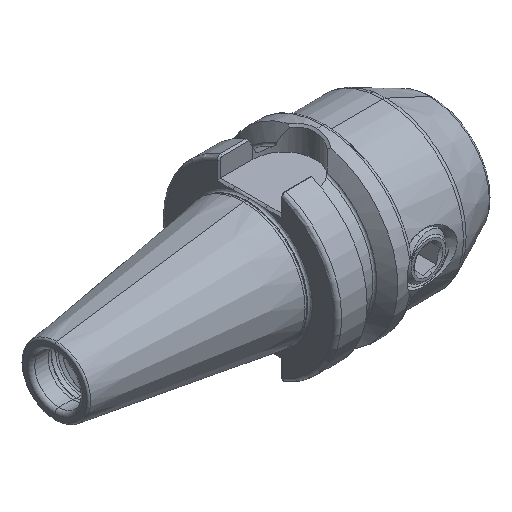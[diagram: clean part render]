
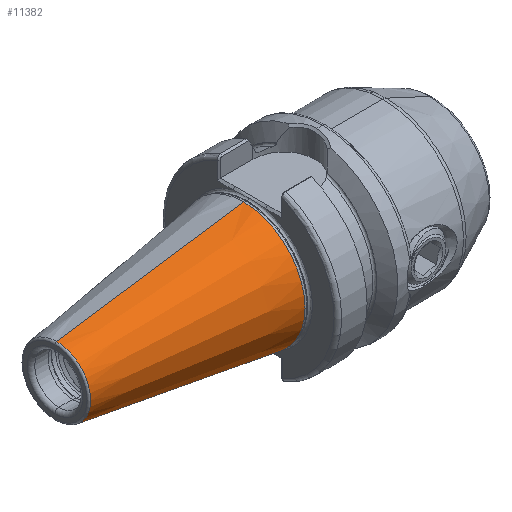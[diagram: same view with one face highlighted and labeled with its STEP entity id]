
A CAD part, isometric view. The second image highlights one B-rep face of the part: STEP entity #11382.
In plain terms, the highlighted conical face has half-angle 8.297 degrees and reference radius 15.948 mm.
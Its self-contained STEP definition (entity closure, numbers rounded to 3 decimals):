
#3508 = CARTESIAN_POINT ( 'NONE',  ( -1.5, 0., 15.948 ) ) ;
#3516 = CARTESIAN_POINT ( 'NONE',  ( -50.172, 0., 8.85 ) ) ;
#4120 = VERTEX_POINT ( 'NONE', #14403 ) ;
#4244 = VERTEX_POINT ( 'NONE', #14488 ) ;
#4743 = ORIENTED_EDGE ( 'NONE', *, *, #9771, .F. ) ;
#4787 = ORIENTED_EDGE ( 'NONE', *, *, #9803, .T. ) ;
#4810 = ORIENTED_EDGE ( 'NONE', *, *, #8082, .F. ) ;
#4839 = ORIENTED_EDGE ( 'NONE', *, *, #8076, .T. ) ;
#4973 = FACE_OUTER_BOUND ( 'NONE', #5594, .T. ) ;
#5561 = CONICAL_SURFACE ( 'NONE', #14827, 15.948, 0.145 ) ;
#5594 = EDGE_LOOP ( 'NONE', ( #4743, #4839, #4787, #4810 ) ) ;
#5775 = CIRCLE ( 'NONE', #7826, 15.948 ) ;
#5806 = CIRCLE ( 'NONE', #7815, 8.85 ) ;
#5864 = LINE ( 'NONE', #8859, #5866 ) ;
#5866 = VECTOR ( 'NONE', #8860, 1000. ) ;
#5883 = VECTOR ( 'NONE', #9021, 1000. ) ;
#5890 = LINE ( 'NONE', #9018, #5883 ) ;
#7815 = AXIS2_PLACEMENT_3D ( 'NONE', #16724, #16751, #16715 ) ;
#7826 = AXIS2_PLACEMENT_3D ( 'NONE', #16740, #16742, #16732 ) ;
#8076 = EDGE_CURVE ( 'NONE', #14350, #4244, #5806, .T. ) ;
#8082 = EDGE_CURVE ( 'NONE', #14339, #4120, #5775, .T. ) ;
#8859 = CARTESIAN_POINT ( 'NONE',  ( -1.5, 0., 15.948 ) ) ;
#8860 = DIRECTION ( 'NONE',  ( 0.99, 0., 0.144 ) ) ;
#9018 = CARTESIAN_POINT ( 'NONE',  ( -1.5, 0., -15.948 ) ) ;
#9021 = DIRECTION ( 'NONE',  ( 0.99, 0., -0.144 ) ) ;
#9771 = EDGE_CURVE ( 'NONE', #14350, #14339, #5864, .T. ) ;
#9803 = EDGE_CURVE ( 'NONE', #4244, #4120, #5890, .T. ) ;
#11382 = ADVANCED_FACE ( 'NONE', ( #4973 ), #5561, .T. ) ;
#14339 = VERTEX_POINT ( 'NONE', #3508 ) ;
#14350 = VERTEX_POINT ( 'NONE', #3516 ) ;
#14403 = CARTESIAN_POINT ( 'NONE',  ( -1.5, 0., -15.948 ) ) ;
#14488 = CARTESIAN_POINT ( 'NONE',  ( -50.172, 0., -8.85 ) ) ;
#14827 = AXIS2_PLACEMENT_3D ( 'NONE', #15720, #15724, #15725 ) ;
#15720 = CARTESIAN_POINT ( 'NONE',  ( -1.5, 0., 0. ) ) ;
#15724 = DIRECTION ( 'NONE',  ( 1., 0., 0. ) ) ;
#15725 = DIRECTION ( 'NONE',  ( 0., 0., -1. ) ) ;
#16715 = DIRECTION ( 'NONE',  ( 0., 0., -1. ) ) ;
#16724 = CARTESIAN_POINT ( 'NONE',  ( -50.172, 0., 0. ) ) ;
#16732 = DIRECTION ( 'NONE',  ( 0., 0., -1. ) ) ;
#16740 = CARTESIAN_POINT ( 'NONE',  ( -1.5, 0., 0. ) ) ;
#16742 = DIRECTION ( 'NONE',  ( 1., 0., 0. ) ) ;
#16751 = DIRECTION ( 'NONE',  ( 1., 0., 0. ) ) ;
